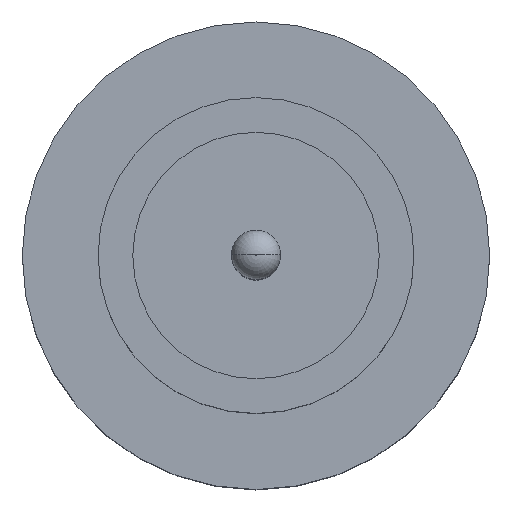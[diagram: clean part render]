
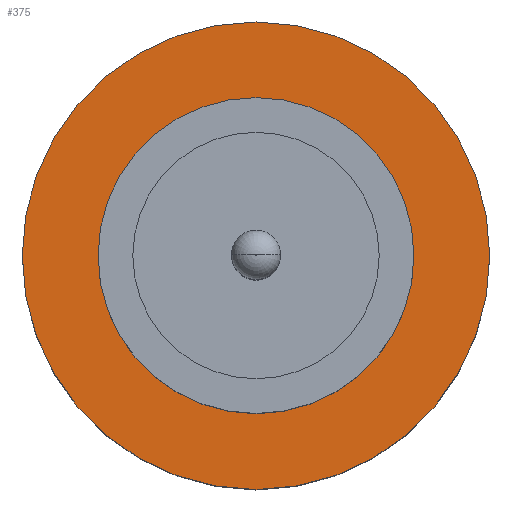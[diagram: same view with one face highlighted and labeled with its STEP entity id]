
A CAD part, top view. The second image highlights one B-rep face of the part: STEP entity #375.
In plain terms, the highlighted planar face has unit normal (0, 0, 1).
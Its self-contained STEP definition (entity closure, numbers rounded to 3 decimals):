
#15 = AXIS2_PLACEMENT_3D ( 'NONE', #335, #614, #71 ) ;
#38 = CARTESIAN_POINT ( 'NONE',  ( 0., 0., 1.55 ) ) ;
#54 = EDGE_CURVE ( 'NONE', #836, #906, #575, .T. ) ;
#71 = DIRECTION ( 'NONE',  ( 1., 0., 0. ) ) ;
#81 = CIRCLE ( 'NONE', #619, 1.25 ) ;
#93 = ORIENTED_EDGE ( 'NONE', *, *, #459, .F. ) ;
#104 = DIRECTION ( 'NONE',  ( 1., 0., 0. ) ) ;
#121 = AXIS2_PLACEMENT_3D ( 'NONE', #38, #294, #727 ) ;
#167 = EDGE_CURVE ( 'NONE', #255, #506, #839, .T. ) ;
#179 = CARTESIAN_POINT ( 'NONE',  ( 0., 0., 1.55 ) ) ;
#186 = CARTESIAN_POINT ( 'NONE',  ( -1.25, 0., 1.55 ) ) ;
#200 = CIRCLE ( 'NONE', #884, 1.85 ) ;
#235 = CARTESIAN_POINT ( 'NONE',  ( 0., 0., 1.55 ) ) ;
#255 = VERTEX_POINT ( 'NONE', #186 ) ;
#294 = DIRECTION ( 'NONE',  ( 0., 0., 1. ) ) ;
#295 = AXIS2_PLACEMENT_3D ( 'NONE', #179, #889, #321 ) ;
#317 = CARTESIAN_POINT ( 'NONE',  ( 1.25, 0., 1.55 ) ) ;
#321 = DIRECTION ( 'NONE',  ( 1., 0., 0. ) ) ;
#335 = CARTESIAN_POINT ( 'NONE',  ( 0., 0., 1.55 ) ) ;
#336 = ORIENTED_EDGE ( 'NONE', *, *, #167, .F. ) ;
#347 = DIRECTION ( 'NONE',  ( 0., 0., 1. ) ) ;
#353 = FACE_BOUND ( 'NONE', #653, .T. ) ;
#375 = ADVANCED_FACE ( 'NONE', ( #353, #724 ), #669, .T. ) ;
#410 = CARTESIAN_POINT ( 'NONE',  ( 0., 0., 1.55 ) ) ;
#459 = EDGE_CURVE ( 'NONE', #506, #255, #81, .T. ) ;
#506 = VERTEX_POINT ( 'NONE', #317 ) ;
#524 = EDGE_CURVE ( 'NONE', #906, #836, #200, .T. ) ;
#544 = ORIENTED_EDGE ( 'NONE', *, *, #54, .T. ) ;
#572 = ORIENTED_EDGE ( 'NONE', *, *, #524, .T. ) ;
#575 = CIRCLE ( 'NONE', #121, 1.85 ) ;
#614 = DIRECTION ( 'NONE',  ( 0., 0., 1. ) ) ;
#619 = AXIS2_PLACEMENT_3D ( 'NONE', #410, #347, #909 ) ;
#653 = EDGE_LOOP ( 'NONE', ( #93, #336 ) ) ;
#656 = DIRECTION ( 'NONE',  ( 0., 0., 1. ) ) ;
#669 = PLANE ( 'NONE',  #15 ) ;
#724 = FACE_OUTER_BOUND ( 'NONE', #729, .T. ) ;
#727 = DIRECTION ( 'NONE',  ( 1., 0., 0. ) ) ;
#729 = EDGE_LOOP ( 'NONE', ( #572, #544 ) ) ;
#836 = VERTEX_POINT ( 'NONE', #858 ) ;
#839 = CIRCLE ( 'NONE', #295, 1.25 ) ;
#858 = CARTESIAN_POINT ( 'NONE',  ( 1.85, 0., 1.55 ) ) ;
#877 = CARTESIAN_POINT ( 'NONE',  ( -1.85, 0., 1.55 ) ) ;
#884 = AXIS2_PLACEMENT_3D ( 'NONE', #235, #656, #104 ) ;
#889 = DIRECTION ( 'NONE',  ( 0., 0., 1. ) ) ;
#906 = VERTEX_POINT ( 'NONE', #877 ) ;
#909 = DIRECTION ( 'NONE',  ( 1., 0., 0. ) ) ;
